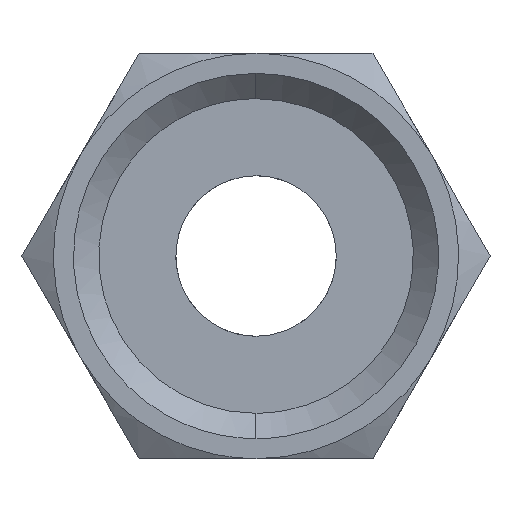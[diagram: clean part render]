
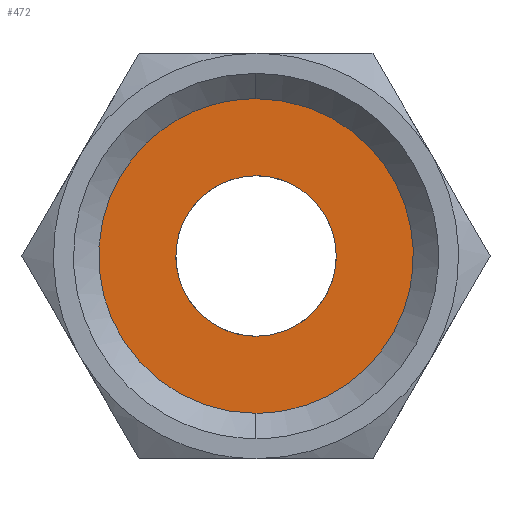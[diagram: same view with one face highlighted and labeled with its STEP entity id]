
A CAD part, front view. The second image highlights one B-rep face of the part: STEP entity #472.
In plain terms, the highlighted free-form (B-spline) face has degree [1, 1] with [2, 2] control points.
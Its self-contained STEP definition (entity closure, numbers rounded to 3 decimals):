
#6 =( BOUNDED_CURVE ( )  B_SPLINE_CURVE ( 3, ( #2144, #139, #1585, #315 ),
 .UNSPECIFIED., .F., .F. ) 
 B_SPLINE_CURVE_WITH_KNOTS ( ( 4, 4 ),
 ( -3.142, 0. ),
 .UNSPECIFIED. ) 
 CURVE ( )  GEOMETRIC_REPRESENTATION_ITEM ( )  RATIONAL_B_SPLINE_CURVE ( ( 1., 0.333, 0.333, 1. ) ) 
 REPRESENTATION_ITEM ( '' )  );
#27 = CARTESIAN_POINT ( 'NONE',  ( 0., 15., -9.315 ) ) ;
#42 = CARTESIAN_POINT ( 'NONE',  ( 0., 15., 4.75 ) ) ;
#77 = CARTESIAN_POINT ( 'NONE',  ( 0., 15., 4.75 ) ) ;
#127 = CARTESIAN_POINT ( 'NONE',  ( 0., 15., -9.315 ) ) ;
#139 = CARTESIAN_POINT ( 'NONE',  ( -9.5, 15., 4.75 ) ) ;
#153 = EDGE_CURVE ( 'NONE', #657, #682, #6, .T. ) ;
#188 = ORIENTED_EDGE ( 'NONE', *, *, #153, .F. ) ;
#195 =( BOUNDED_CURVE ( )  B_SPLINE_CURVE ( 3, ( #1130, #2088, #1338, #965, #429, #2279, #77 ),
 .UNSPECIFIED., .F., .F. ) 
 B_SPLINE_CURVE_WITH_KNOTS ( ( 4, 3, 4 ),
 ( -3.142, -1.571, 0. ),
 .UNSPECIFIED. ) 
 CURVE ( )  GEOMETRIC_REPRESENTATION_ITEM ( )  RATIONAL_B_SPLINE_CURVE ( ( 1., 0.805, 0.805, 1., 0.805, 0.805, 1. ) ) 
 REPRESENTATION_ITEM ( '' )  );
#292 = CARTESIAN_POINT ( 'NONE',  ( 9.427, 15., -9.427 ) ) ;
#315 = CARTESIAN_POINT ( 'NONE',  ( 0., 15., -4.75 ) ) ;
#381 = CARTESIAN_POINT ( 'NONE',  ( 9.316, 15., -5.457 ) ) ;
#429 = CARTESIAN_POINT ( 'NONE',  ( 4.75, 15., 2.782 ) ) ;
#451 = EDGE_CURVE ( 'NONE', #682, #657, #195, .T. ) ;
#458 = VERTEX_POINT ( 'NONE', #1354 ) ;
#472 = ADVANCED_FACE ( 'NONE', ( #887, #1501 ), #2037, .F. ) ;
#482 = VERTEX_POINT ( 'NONE', #127 ) ;
#561 = EDGE_LOOP ( 'NONE', ( #680, #188 ) ) ;
#657 = VERTEX_POINT ( 'NONE', #42 ) ;
#680 = ORIENTED_EDGE ( 'NONE', *, *, #451, .F. ) ;
#682 = VERTEX_POINT ( 'NONE', #1303 ) ;
#810 = CARTESIAN_POINT ( 'NONE',  ( 9.427, 15., 9.427 ) ) ;
#887 = FACE_BOUND ( 'NONE', #561, .T. ) ;
#933 = EDGE_CURVE ( 'NONE', #482, #458, #1833, .T. ) ;
#965 = CARTESIAN_POINT ( 'NONE',  ( 4.75, 15., 0. ) ) ;
#1011 = ORIENTED_EDGE ( 'NONE', *, *, #933, .F. ) ;
#1130 = CARTESIAN_POINT ( 'NONE',  ( 0., 15., -4.75 ) ) ;
#1165 = CARTESIAN_POINT ( 'NONE',  ( -9.427, 15., -9.427 ) ) ;
#1303 = CARTESIAN_POINT ( 'NONE',  ( 0., 15., -4.75 ) ) ;
#1324 = EDGE_CURVE ( 'NONE', #458, #482, #2252, .T. ) ;
#1338 = CARTESIAN_POINT ( 'NONE',  ( 4.75, 15., -2.782 ) ) ;
#1354 = CARTESIAN_POINT ( 'NONE',  ( 0., 15., 9.315 ) ) ;
#1442 = CARTESIAN_POINT ( 'NONE',  ( 0., 15., -9.315 ) ) ;
#1470 = CARTESIAN_POINT ( 'NONE',  ( -18.631, 15., 9.315 ) ) ;
#1501 = FACE_OUTER_BOUND ( 'NONE', #2359, .T. ) ;
#1585 = CARTESIAN_POINT ( 'NONE',  ( -9.5, 15., -4.75 ) ) ;
#1637 = CARTESIAN_POINT ( 'NONE',  ( 5.457, 15., 9.316 ) ) ;
#1647 = CARTESIAN_POINT ( 'NONE',  ( 9.315, 15., 5.457 ) ) ;
#1719 = CARTESIAN_POINT ( 'NONE',  ( -9.427, 15., 9.427 ) ) ;
#1746 = ORIENTED_EDGE ( 'NONE', *, *, #1324, .F. ) ;
#1799 = CARTESIAN_POINT ( 'NONE',  ( -18.631, 15., -9.315 ) ) ;
#1824 = CARTESIAN_POINT ( 'NONE',  ( 0., 15., 9.315 ) ) ;
#1833 =( BOUNDED_CURVE ( )  B_SPLINE_CURVE ( 3, ( #1442, #1799, #1470, #2205 ),
 .UNSPECIFIED., .F., .T. ) 
 B_SPLINE_CURVE_WITH_KNOTS ( ( 4, 4 ),
 ( -3.142, 0. ),
 .UNSPECIFIED. ) 
 CURVE ( )  GEOMETRIC_REPRESENTATION_ITEM ( )  RATIONAL_B_SPLINE_CURVE ( ( 1., 0.333, 0.333, 1. ) ) 
 REPRESENTATION_ITEM ( '' )  );
#2018 = CARTESIAN_POINT ( 'NONE',  ( 9.316, 15., 0. ) ) ;
#2037 = B_SPLINE_SURFACE_WITH_KNOTS ( 'NONE', 1, 1, ( 
 ( #1165, #292 ),
 ( #1719, #810 ) ),
 .UNSPECIFIED., .F., .F., .F.,
 ( 2, 2 ),
 ( 2, 2 ),
 ( 0., 1. ),
 ( 0., 1. ),
 .UNSPECIFIED. ) ;
#2088 = CARTESIAN_POINT ( 'NONE',  ( 2.782, 15., -4.75 ) ) ;
#2144 = CARTESIAN_POINT ( 'NONE',  ( 0., 15., 4.75 ) ) ;
#2205 = CARTESIAN_POINT ( 'NONE',  ( 0., 15., 9.315 ) ) ;
#2218 = CARTESIAN_POINT ( 'NONE',  ( 5.457, 15., -9.316 ) ) ;
#2252 =( BOUNDED_CURVE ( )  B_SPLINE_CURVE ( 3, ( #1824, #1637, #1647, #2018, #381, #2218, #27 ),
 .UNSPECIFIED., .F., .F. ) 
 B_SPLINE_CURVE_WITH_KNOTS ( ( 4, 3, 4 ),
 ( -3.142, -1.571, 0. ),
 .UNSPECIFIED. ) 
 CURVE ( )  GEOMETRIC_REPRESENTATION_ITEM ( )  RATIONAL_B_SPLINE_CURVE ( ( 1., 0.805, 0.805, 1., 0.805, 0.805, 1. ) ) 
 REPRESENTATION_ITEM ( '' )  );
#2279 = CARTESIAN_POINT ( 'NONE',  ( 2.782, 15., 4.75 ) ) ;
#2359 = EDGE_LOOP ( 'NONE', ( #1011, #1746 ) ) ;
